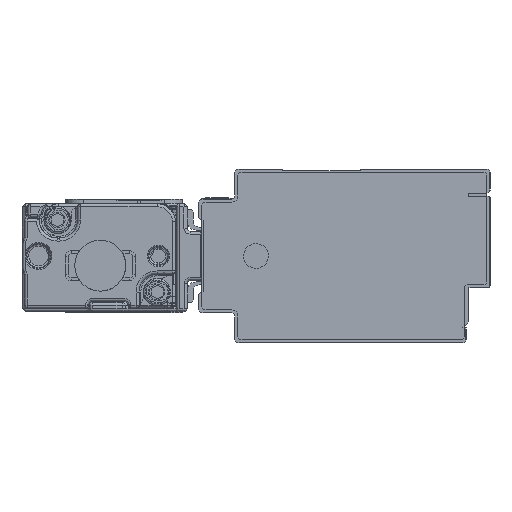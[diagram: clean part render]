
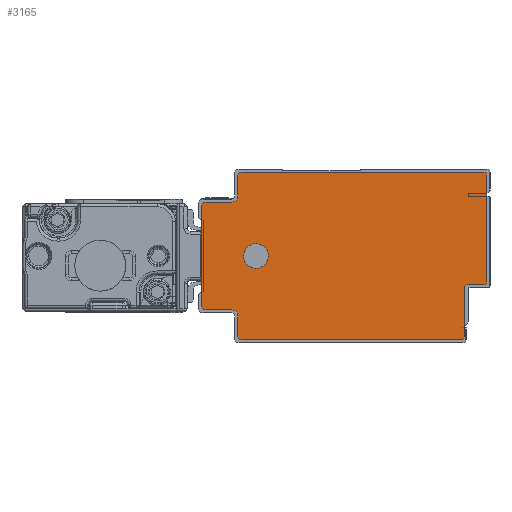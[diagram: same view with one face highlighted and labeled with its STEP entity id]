
A CAD part, left-side view. The second image highlights one B-rep face of the part: STEP entity #3165.
In plain terms, the highlighted planar face has unit normal (-1, 0, 0).
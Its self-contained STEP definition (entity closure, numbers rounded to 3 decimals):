
#1487=AXIS2_PLACEMENT_3D('Circle Axis2P3D',#1485,#1486,$) ;
#1525=AXIS2_PLACEMENT_3D('Circle Axis2P3D',#1523,#1524,$) ;
#1563=AXIS2_PLACEMENT_3D('Circle Axis2P3D',#1561,#1562,$) ;
#1601=AXIS2_PLACEMENT_3D('Circle Axis2P3D',#1599,#1600,$) ;
#3035=AXIS2_PLACEMENT_3D('Circle Axis2P3D',#3033,#3034,$) ;
#3055=AXIS2_PLACEMENT_3D('Plane Axis2P3D',#3052,#3053,#3054) ;
#3059=AXIS2_PLACEMENT_3D('Circle Axis2P3D',#3057,#3058,$) ;
#3073=AXIS2_PLACEMENT_3D('Circle Axis2P3D',#3071,#3072,$) ;
#3087=AXIS2_PLACEMENT_3D('Circle Axis2P3D',#3085,#3086,$) ;
#3101=AXIS2_PLACEMENT_3D('Circle Axis2P3D',#3099,#3100,$) ;
#3115=AXIS2_PLACEMENT_3D('Circle Axis2P3D',#3113,#3114,$) ;
#3149=AXIS2_PLACEMENT_3D('Circle Axis2P3D',#3147,#3148,$) ;
#3158=AXIS2_PLACEMENT_3D('Circle Axis2P3D',#3156,#3157,$) ;
#1443=CARTESIAN_POINT('Line Origine',(-1175.5,-3.5,19.1)) ;
#1447=CARTESIAN_POINT('Vertex',(-1175.5,-3.5,28.)) ;
#1449=CARTESIAN_POINT('Vertex',(-1175.5,-3.5,10.2)) ;
#1485=CARTESIAN_POINT('Axis2P3D Location',(-1175.5,-3.,28.)) ;
#1489=CARTESIAN_POINT('Vertex',(-1175.5,-3.,28.5)) ;
#1504=CARTESIAN_POINT('Line Origine',(-1175.5,17.25,28.5)) ;
#1508=CARTESIAN_POINT('Vertex',(-1175.5,37.5,28.5)) ;
#1523=CARTESIAN_POINT('Axis2P3D Location',(-1175.5,37.5,28.)) ;
#1527=CARTESIAN_POINT('Vertex',(-1175.5,38.,28.)) ;
#1542=CARTESIAN_POINT('Line Origine',(-1175.5,38.,26.25)) ;
#1546=CARTESIAN_POINT('Vertex',(-1175.5,38.,24.5)) ;
#1561=CARTESIAN_POINT('Axis2P3D Location',(-1175.5,39.,24.5)) ;
#1565=CARTESIAN_POINT('Vertex',(-1175.5,39.,23.5)) ;
#1580=CARTESIAN_POINT('Line Origine',(-1175.5,41.25,23.5)) ;
#1584=CARTESIAN_POINT('Vertex',(-1175.5,43.5,23.5)) ;
#1599=CARTESIAN_POINT('Axis2P3D Location',(-1175.5,43.5,23.)) ;
#1603=CARTESIAN_POINT('Vertex',(-1175.5,44.,23.)) ;
#1618=CARTESIAN_POINT('Line Origine',(-1175.5,44.,14.5)) ;
#1622=CARTESIAN_POINT('Vertex',(-1175.5,44.,6.)) ;
#3033=CARTESIAN_POINT('Axis2P3D Location',(-1175.5,-3.,10.2)) ;
#3037=CARTESIAN_POINT('Vertex',(-1175.5,-3.,9.7)) ;
#3052=CARTESIAN_POINT('Axis2P3D Location',(-1175.5,0.,0.)) ;
#3057=CARTESIAN_POINT('Axis2P3D Location',(-1175.5,43.5,6.)) ;
#3061=CARTESIAN_POINT('Vertex',(-1175.5,43.5,5.5)) ;
#3064=CARTESIAN_POINT('Line Origine',(-1175.5,41.25,5.5)) ;
#3068=CARTESIAN_POINT('Vertex',(-1175.5,39.,5.5)) ;
#3071=CARTESIAN_POINT('Axis2P3D Location',(-1175.5,39.,4.5)) ;
#3075=CARTESIAN_POINT('Vertex',(-1175.5,38.,4.5)) ;
#3078=CARTESIAN_POINT('Line Origine',(-1175.5,38.,2.75)) ;
#3082=CARTESIAN_POINT('Vertex',(-1175.5,38.,1.)) ;
#3085=CARTESIAN_POINT('Axis2P3D Location',(-1175.5,37.5,1.)) ;
#3089=CARTESIAN_POINT('Vertex',(-1175.5,37.5,0.5)) ;
#3092=CARTESIAN_POINT('Line Origine',(-1175.5,19.15,0.5)) ;
#3096=CARTESIAN_POINT('Vertex',(-1175.5,0.8,0.5)) ;
#3099=CARTESIAN_POINT('Axis2P3D Location',(-1175.5,0.8,1.)) ;
#3103=CARTESIAN_POINT('Vertex',(-1175.5,0.3,1.)) ;
#3106=CARTESIAN_POINT('Line Origine',(-1175.5,0.3,5.1)) ;
#3110=CARTESIAN_POINT('Vertex',(-1175.5,0.3,9.2)) ;
#3113=CARTESIAN_POINT('Axis2P3D Location',(-1175.5,-0.2,9.2)) ;
#3117=CARTESIAN_POINT('Vertex',(-1175.5,-0.2,9.7)) ;
#3120=CARTESIAN_POINT('Line Origine',(-1175.5,-1.6,9.7)) ;
#3147=CARTESIAN_POINT('Axis2P3D Location',(-1175.5,35.,14.5)) ;
#3151=CARTESIAN_POINT('Vertex',(-1175.5,33.186,13.509)) ;
#3153=CARTESIAN_POINT('Vertex',(-1175.5,36.814,15.491)) ;
#3156=CARTESIAN_POINT('Axis2P3D Location',(-1175.5,35.,14.5)) ;
#1444=DIRECTION('Vector Direction',(0.,0.,-1.)) ;
#1486=DIRECTION('Axis2P3D Direction',(1.,0.,0.)) ;
#1505=DIRECTION('Vector Direction',(0.,1.,0.)) ;
#1524=DIRECTION('Axis2P3D Direction',(1.,0.,0.)) ;
#1543=DIRECTION('Vector Direction',(0.,0.,1.)) ;
#1562=DIRECTION('Axis2P3D Direction',(1.,0.,0.)) ;
#1581=DIRECTION('Vector Direction',(0.,1.,0.)) ;
#1600=DIRECTION('Axis2P3D Direction',(1.,0.,0.)) ;
#1619=DIRECTION('Vector Direction',(0.,0.,1.)) ;
#3034=DIRECTION('Axis2P3D Direction',(1.,0.,0.)) ;
#3053=DIRECTION('Axis2P3D Direction',(1.,0.,0.)) ;
#3054=DIRECTION('Axis2P3D XDirection',(0.,1.,0.)) ;
#3058=DIRECTION('Axis2P3D Direction',(1.,0.,0.)) ;
#3065=DIRECTION('Vector Direction',(0.,-1.,0.)) ;
#3072=DIRECTION('Axis2P3D Direction',(1.,0.,0.)) ;
#3079=DIRECTION('Vector Direction',(0.,0.,1.)) ;
#3086=DIRECTION('Axis2P3D Direction',(1.,0.,0.)) ;
#3093=DIRECTION('Vector Direction',(0.,-1.,0.)) ;
#3100=DIRECTION('Axis2P3D Direction',(1.,0.,0.)) ;
#3107=DIRECTION('Vector Direction',(0.,0.,-1.)) ;
#3114=DIRECTION('Axis2P3D Direction',(1.,0.,0.)) ;
#3121=DIRECTION('Vector Direction',(0.,1.,0.)) ;
#3148=DIRECTION('Axis2P3D Direction',(1.,0.,0.)) ;
#3157=DIRECTION('Axis2P3D Direction',(1.,0.,0.)) ;
#1445=VECTOR('Line Direction',#1444,1.) ;
#1506=VECTOR('Line Direction',#1505,1.) ;
#1544=VECTOR('Line Direction',#1543,1.) ;
#1582=VECTOR('Line Direction',#1581,1.) ;
#1620=VECTOR('Line Direction',#1619,1.) ;
#3066=VECTOR('Line Direction',#3065,1.) ;
#3080=VECTOR('Line Direction',#3079,1.) ;
#3094=VECTOR('Line Direction',#3093,1.) ;
#3108=VECTOR('Line Direction',#3107,1.) ;
#3122=VECTOR('Line Direction',#3121,1.) ;
#3126=ORIENTED_EDGE('',*,*,#1510,.F.) ;
#3127=ORIENTED_EDGE('',*,*,#1529,.F.) ;
#3128=ORIENTED_EDGE('',*,*,#1548,.F.) ;
#3129=ORIENTED_EDGE('',*,*,#1567,.F.) ;
#3130=ORIENTED_EDGE('',*,*,#1586,.F.) ;
#3131=ORIENTED_EDGE('',*,*,#1605,.F.) ;
#3132=ORIENTED_EDGE('',*,*,#1624,.F.) ;
#3133=ORIENTED_EDGE('',*,*,#3063,.F.) ;
#3134=ORIENTED_EDGE('',*,*,#3070,.F.) ;
#3135=ORIENTED_EDGE('',*,*,#3077,.F.) ;
#3136=ORIENTED_EDGE('',*,*,#3084,.F.) ;
#3137=ORIENTED_EDGE('',*,*,#3091,.F.) ;
#3138=ORIENTED_EDGE('',*,*,#3098,.F.) ;
#3139=ORIENTED_EDGE('',*,*,#3105,.F.) ;
#3140=ORIENTED_EDGE('',*,*,#3112,.F.) ;
#3141=ORIENTED_EDGE('',*,*,#3119,.F.) ;
#3142=ORIENTED_EDGE('',*,*,#3124,.F.) ;
#3143=ORIENTED_EDGE('',*,*,#3039,.F.) ;
#3144=ORIENTED_EDGE('',*,*,#1451,.F.) ;
#3145=ORIENTED_EDGE('',*,*,#1491,.F.) ;
#3162=ORIENTED_EDGE('',*,*,#3155,.T.) ;
#3163=ORIENTED_EDGE('',*,*,#3160,.T.) ;
#3164=FACE_BOUND('',#3161,.T.) ;
#3165=ADVANCED_FACE('\X2\FF8EFF9EFF83FF9EFF68FF70\X0\.2',(#3146,#3164),#3056,.F.) ;
#1488=CIRCLE('generated circle',#1487,0.5) ;
#1526=CIRCLE('generated circle',#1525,0.5) ;
#1564=CIRCLE('generated circle',#1563,1.) ;
#1602=CIRCLE('generated circle',#1601,0.5) ;
#3036=CIRCLE('generated circle',#3035,0.5) ;
#3060=CIRCLE('generated circle',#3059,0.5) ;
#3074=CIRCLE('generated circle',#3073,1.) ;
#3088=CIRCLE('generated circle',#3087,0.5) ;
#3102=CIRCLE('generated circle',#3101,0.5) ;
#3116=CIRCLE('generated circle',#3115,0.5) ;
#3150=CIRCLE('generated circle',#3149,2.067) ;
#3159=CIRCLE('generated circle',#3158,2.067) ;
#1451=EDGE_CURVE('',#1448,#1450,#1446,.T.) ;
#1491=EDGE_CURVE('',#1490,#1448,#1488,.T.) ;
#1510=EDGE_CURVE('',#1509,#1490,#1507,.F.) ;
#1529=EDGE_CURVE('',#1528,#1509,#1526,.T.) ;
#1548=EDGE_CURVE('',#1547,#1528,#1545,.T.) ;
#1567=EDGE_CURVE('',#1566,#1547,#1564,.F.) ;
#1586=EDGE_CURVE('',#1585,#1566,#1583,.F.) ;
#1605=EDGE_CURVE('',#1604,#1585,#1602,.T.) ;
#1624=EDGE_CURVE('',#1623,#1604,#1621,.T.) ;
#3039=EDGE_CURVE('',#1450,#3038,#3036,.T.) ;
#3063=EDGE_CURVE('',#3062,#1623,#3060,.T.) ;
#3070=EDGE_CURVE('',#3069,#3062,#3067,.F.) ;
#3077=EDGE_CURVE('',#3076,#3069,#3074,.F.) ;
#3084=EDGE_CURVE('',#3083,#3076,#3081,.T.) ;
#3091=EDGE_CURVE('',#3090,#3083,#3088,.T.) ;
#3098=EDGE_CURVE('',#3097,#3090,#3095,.F.) ;
#3105=EDGE_CURVE('',#3104,#3097,#3102,.T.) ;
#3112=EDGE_CURVE('',#3111,#3104,#3109,.T.) ;
#3119=EDGE_CURVE('',#3118,#3111,#3116,.F.) ;
#3124=EDGE_CURVE('',#3038,#3118,#3123,.T.) ;
#3155=EDGE_CURVE('',#3152,#3154,#3150,.T.) ;
#3160=EDGE_CURVE('',#3154,#3152,#3159,.T.) ;
#3125=EDGE_LOOP('',(#3126,#3127,#3128,#3129,#3130,#3131,#3132,#3133,#3134,#3135,#3136,#3137,#3138,#3139,#3140,#3141,#3142,#3143,#3144,#3145)) ;
#3161=EDGE_LOOP('',(#3162,#3163)) ;
#3146=FACE_OUTER_BOUND('',#3125,.T.) ;
#1446=LINE('Line',#1443,#1445) ;
#1507=LINE('Line',#1504,#1506) ;
#1545=LINE('Line',#1542,#1544) ;
#1583=LINE('Line',#1580,#1582) ;
#1621=LINE('Line',#1618,#1620) ;
#3067=LINE('Line',#3064,#3066) ;
#3081=LINE('Line',#3078,#3080) ;
#3095=LINE('Line',#3092,#3094) ;
#3109=LINE('Line',#3106,#3108) ;
#3123=LINE('Line',#3120,#3122) ;
#3056=PLANE('Plane',#3055) ;
#1448=VERTEX_POINT('',#1447) ;
#1450=VERTEX_POINT('',#1449) ;
#1490=VERTEX_POINT('',#1489) ;
#1509=VERTEX_POINT('',#1508) ;
#1528=VERTEX_POINT('',#1527) ;
#1547=VERTEX_POINT('',#1546) ;
#1566=VERTEX_POINT('',#1565) ;
#1585=VERTEX_POINT('',#1584) ;
#1604=VERTEX_POINT('',#1603) ;
#1623=VERTEX_POINT('',#1622) ;
#3038=VERTEX_POINT('',#3037) ;
#3062=VERTEX_POINT('',#3061) ;
#3069=VERTEX_POINT('',#3068) ;
#3076=VERTEX_POINT('',#3075) ;
#3083=VERTEX_POINT('',#3082) ;
#3090=VERTEX_POINT('',#3089) ;
#3097=VERTEX_POINT('',#3096) ;
#3104=VERTEX_POINT('',#3103) ;
#3111=VERTEX_POINT('',#3110) ;
#3118=VERTEX_POINT('',#3117) ;
#3152=VERTEX_POINT('',#3151) ;
#3154=VERTEX_POINT('',#3153) ;
